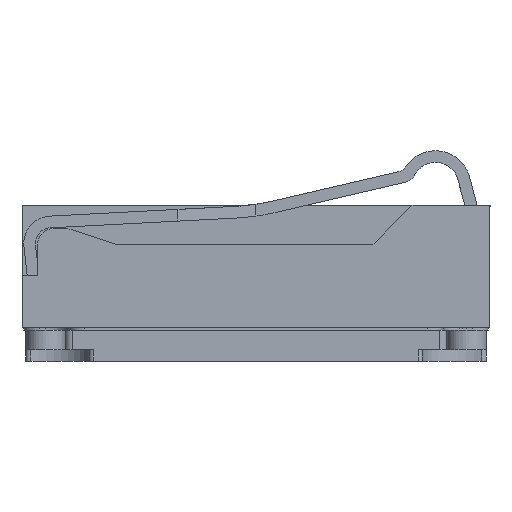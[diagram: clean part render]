
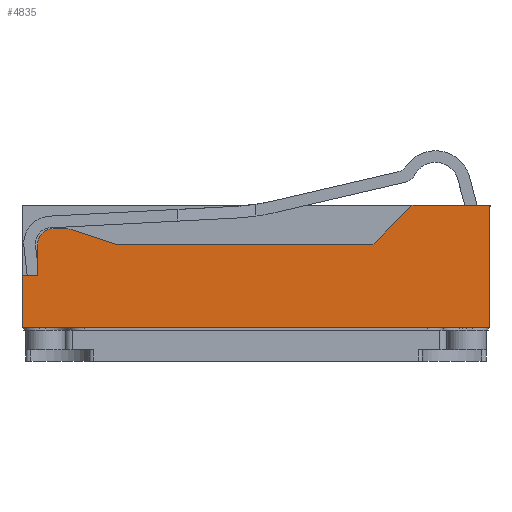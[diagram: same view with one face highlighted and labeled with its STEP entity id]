
A CAD part, left-side view. The second image highlights one B-rep face of the part: STEP entity #4835.
In plain terms, the highlighted planar face has unit normal (-1, 0, 0).
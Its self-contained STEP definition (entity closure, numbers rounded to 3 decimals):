
#68=CIRCLE('',#5068,0.2);
#70=CIRCLE('',#5072,0.2);
#343=FACE_OUTER_BOUND('',#581,.T.);
#581=EDGE_LOOP('',(#3373,#3374,#3375,#3376,#3377,#3378,#3379,#3380,#3381,
#3382,#3383,#3384));
#806=LINE('',#6897,#1335);
#826=LINE('',#6939,#1355);
#829=LINE('',#6949,#1358);
#834=LINE('',#6962,#1363);
#843=LINE('',#6980,#1372);
#908=LINE('',#7204,#1437);
#909=LINE('',#7206,#1438);
#926=LINE('',#7243,#1455);
#927=LINE('',#7245,#1456);
#928=LINE('',#7246,#1457);
#1335=VECTOR('',#5576,0.707);
#1355=VECTOR('',#5608,0.6);
#1358=VECTOR('',#5619,0.168);
#1363=VECTOR('',#5632,3.3);
#1372=VECTOR('',#5645,0.2);
#1437=VECTOR('',#5832,0.67);
#1438=VECTOR('',#5835,0.4);
#1455=VECTOR('',#5866,6.);
#1456=VECTOR('',#5867,1.57);
#1457=VECTOR('',#5868,1.);
#1874=VERTEX_POINT('',#6895);
#1875=VERTEX_POINT('',#6896);
#1890=VERTEX_POINT('',#6936);
#1891=VERTEX_POINT('',#6938);
#1893=VERTEX_POINT('',#6944);
#1894=VERTEX_POINT('',#6948);
#1897=VERTEX_POINT('',#6956);
#1902=VERTEX_POINT('',#6972);
#1905=VERTEX_POINT('',#6978);
#1971=VERTEX_POINT('',#7202);
#1984=VERTEX_POINT('',#7242);
#1985=VERTEX_POINT('',#7244);
#2357=EDGE_CURVE('',#1874,#1875,#806,.T.);
#2377=EDGE_CURVE('',#1891,#1890,#826,.T.);
#2381=EDGE_CURVE('',#1890,#1893,#68,.T.);
#2382=EDGE_CURVE('',#1893,#1894,#829,.T.);
#2387=EDGE_CURVE('',#1894,#1897,#70,.T.);
#2389=EDGE_CURVE('',#1875,#1891,#834,.T.);
#2399=EDGE_CURVE('',#1902,#1905,#843,.T.);
#2498=EDGE_CURVE('',#1971,#1905,#908,.T.);
#2499=EDGE_CURVE('',#1902,#1897,#909,.T.);
#2518=EDGE_CURVE('',#1971,#1984,#926,.T.);
#2519=EDGE_CURVE('',#1984,#1985,#927,.T.);
#2520=EDGE_CURVE('',#1985,#1874,#928,.T.);
#3373=ORIENTED_EDGE('',*,*,#2377,.T.);
#3374=ORIENTED_EDGE('',*,*,#2381,.T.);
#3375=ORIENTED_EDGE('',*,*,#2382,.T.);
#3376=ORIENTED_EDGE('',*,*,#2387,.T.);
#3377=ORIENTED_EDGE('',*,*,#2499,.F.);
#3378=ORIENTED_EDGE('',*,*,#2399,.T.);
#3379=ORIENTED_EDGE('',*,*,#2498,.F.);
#3380=ORIENTED_EDGE('',*,*,#2518,.T.);
#3381=ORIENTED_EDGE('',*,*,#2519,.T.);
#3382=ORIENTED_EDGE('',*,*,#2520,.T.);
#3383=ORIENTED_EDGE('',*,*,#2357,.T.);
#3384=ORIENTED_EDGE('',*,*,#2389,.T.);
#4401=PLANE('',#5144);
#4835=ADVANCED_FACE('',(#343),#4401,.T.);
#5068=AXIS2_PLACEMENT_3D('',#6946,#5615,#5616);
#5072=AXIS2_PLACEMENT_3D('',#6958,#5627,#5628);
#5144=AXIS2_PLACEMENT_3D('',#7241,#5864,#5865);
#5576=DIRECTION('',(0.,0.707,-0.707));
#5608=DIRECTION('',(0.,0.949,0.316));
#5615=DIRECTION('center_axis',(-1.,0.,0.));
#5616=DIRECTION('ref_axis',(0.,0.,1.));
#5619=DIRECTION('',(0.,1.,0.));
#5627=DIRECTION('center_axis',(-1.,0.,0.));
#5628=DIRECTION('ref_axis',(0.,0.,1.));
#5632=DIRECTION('',(0.,1.,0.));
#5645=DIRECTION('',(0.,1.,0.));
#5832=DIRECTION('',(0.,0.,1.));
#5835=DIRECTION('',(0.,0.,1.));
#5864=DIRECTION('center_axis',(-1.,0.,0.));
#5865=DIRECTION('ref_axis',(0.,0.,-1.));
#5866=DIRECTION('',(0.,-1.,0.));
#5867=DIRECTION('',(0.,0.,1.));
#5868=DIRECTION('',(0.,1.,0.));
#6895=CARTESIAN_POINT('',(-60.,-1.,0.05));
#6896=CARTESIAN_POINT('',(-60.,-0.5,-0.45));
#6897=CARTESIAN_POINT('',(-60.,2.3,-3.25));
#6936=CARTESIAN_POINT('',(-60.,3.369,-0.26));
#6938=CARTESIAN_POINT('',(-60.,2.8,-0.45));
#6939=CARTESIAN_POINT('',(-60.,2.8,-0.45));
#6944=CARTESIAN_POINT('',(-60.,3.432,-0.25));
#6946=CARTESIAN_POINT('Origin',(-60.,3.432,-0.45));
#6948=CARTESIAN_POINT('',(-60.,3.6,-0.25));
#6949=CARTESIAN_POINT('',(-60.,3.4,-0.25));
#6956=CARTESIAN_POINT('',(-60.,3.8,-0.45));
#6958=CARTESIAN_POINT('Origin',(-60.,3.6,-0.45));
#6962=CARTESIAN_POINT('',(-60.,-2.,-0.45));
#6972=CARTESIAN_POINT('',(-60.,3.8,-0.85));
#6978=CARTESIAN_POINT('',(-60.,4.,-0.85));
#6980=CARTESIAN_POINT('',(-60.,4.,-0.85));
#7202=CARTESIAN_POINT('',(-60.,4.,-1.52));
#7204=CARTESIAN_POINT('',(-60.,4.,-1.55));
#7206=CARTESIAN_POINT('',(-60.,3.8,-0.7));
#7241=CARTESIAN_POINT('Origin',(-60.,4.,-1.55));
#7242=CARTESIAN_POINT('',(-60.,-2.,-1.52));
#7243=CARTESIAN_POINT('',(-60.,-2.,-1.52));
#7244=CARTESIAN_POINT('',(-60.,-2.,0.05));
#7245=CARTESIAN_POINT('',(-60.,-2.,-1.55));
#7246=CARTESIAN_POINT('',(-60.,-2.,0.05));
